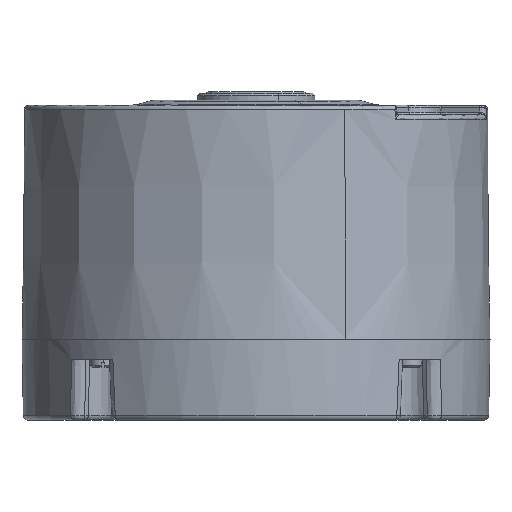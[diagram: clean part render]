
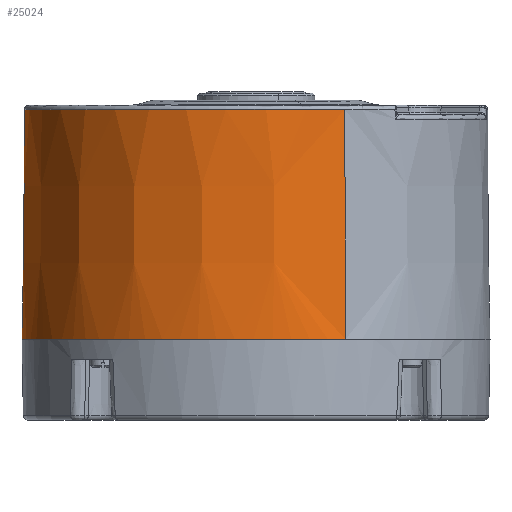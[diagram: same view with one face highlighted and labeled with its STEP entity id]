
A CAD part, front view. The second image highlights one B-rep face of the part: STEP entity #25024.
In plain terms, the highlighted conical face has half-angle 0.5 degrees and reference radius 49.531 mm.
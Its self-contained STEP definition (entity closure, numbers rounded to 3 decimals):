
#6027=DIRECTION('',(0.003,-0.008,-1.));
#6028=VECTOR('',#6027,48.811);
#6029=CARTESIAN_POINT('',(18.873,-45.564,11.409));
#6030=LINE('',#6029,#6028);
#6060=DIRECTION('',(-0.003,0.008,-1.));
#6061=VECTOR('',#6060,48.811);
#6062=CARTESIAN_POINT('',(-18.873,45.564,11.409));
#6063=LINE('',#6062,#6061);
#8947=CARTESIAN_POINT('',(0.,0.,-37.4));
#8948=DIRECTION('',(0.,0.,-1.));
#8949=DIRECTION('',(0.383,-0.924,0.));
#8950=AXIS2_PLACEMENT_3D('',#8947,#8948,#8949);
#8952=CARTESIAN_POINT('',(0.,0.,11.409));
#8953=DIRECTION('',(0.,0.,1.));
#8954=DIRECTION('',(-0.383,0.924,0.));
#8955=AXIS2_PLACEMENT_3D('',#8952,#8953,#8954);
#13338=CARTESIAN_POINT('',(-18.873,45.564,
11.409));
#13339=CARTESIAN_POINT('',(18.873,-45.564,
11.409));
#13340=VERTEX_POINT('',#13338);
#13341=VERTEX_POINT('',#13339);
#15015=CARTESIAN_POINT('',(19.036,-45.957,
-37.4));
#15016=CARTESIAN_POINT('',(-19.036,45.957,
-37.4));
#15017=VERTEX_POINT('',#15015);
#15018=VERTEX_POINT('',#15016);
#25013=CARTESIAN_POINT('',(0.,0.,-12.996));
#25014=DIRECTION('',(0.,0.,-1.));
#25015=DIRECTION('',(0.383,-0.924,0.));
#25016=AXIS2_PLACEMENT_3D('',#25013,#25014,#25015);
#25017=CONICAL_SURFACE('',#25016,49.531,0.5);
#25018=ORIENTED_EDGE('',*,*,#22274,.T.);
#25019=ORIENTED_EDGE('',*,*,#22250,.F.);
#25020=ORIENTED_EDGE('',*,*,#22216,.T.);
#25021=ORIENTED_EDGE('',*,*,#22241,.T.);
#25022=EDGE_LOOP('',(#25018,#25019,#25020,#25021));
#25023=FACE_OUTER_BOUND('',#25022,.F.);
#8951=CIRCLE('',#8950,49.744);
#8956=CIRCLE('',#8955,49.318);
#22216=EDGE_CURVE('',#13340,#13341,#8956,.T.);
#22241=EDGE_CURVE('',#13341,#15017,#6030,.T.);
#22250=EDGE_CURVE('',#13340,#15018,#6063,.T.);
#22274=EDGE_CURVE('',#15017,#15018,#8951,.T.);
#25024=ADVANCED_FACE('',(#25023),#25017,.T.);
